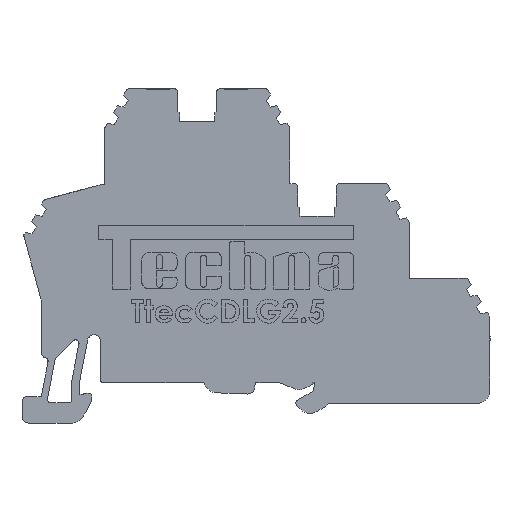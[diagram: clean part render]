
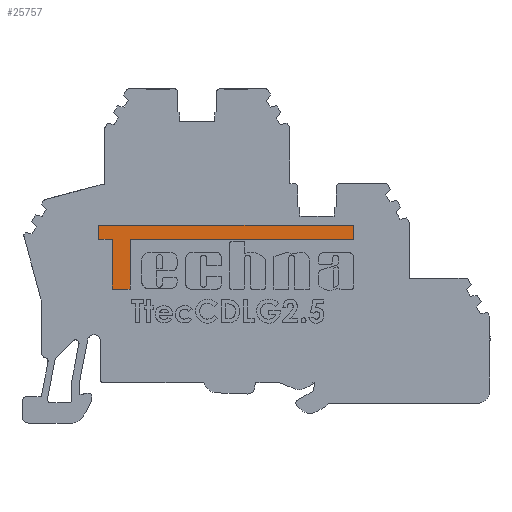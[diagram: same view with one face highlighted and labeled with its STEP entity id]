
A CAD part, front view. The second image highlights one B-rep face of the part: STEP entity #25757.
In plain terms, the highlighted planar face has unit normal (0, -1, 0).
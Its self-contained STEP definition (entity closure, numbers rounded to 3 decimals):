
#76 = VECTOR ( 'NONE', #16376, 1000. ) ;
#2904 = ORIENTED_EDGE ( 'NONE', *, *, #6254, .T. ) ;
#3155 = VECTOR ( 'NONE', #26911, 1000. ) ;
#4093 = ORIENTED_EDGE ( 'NONE', *, *, #32709, .T. ) ;
#4105 = CARTESIAN_POINT ( 'NONE',  ( 6.08, 0.1, 22.179 ) ) ;
#4926 = CARTESIAN_POINT ( 'NONE',  ( 6.08, 0.1, 22.179 ) ) ;
#5217 = LINE ( 'NONE', #38539, #31265 ) ;
#5676 = DIRECTION ( 'NONE',  ( 1., 0., 0. ) ) ;
#6254 = EDGE_CURVE ( 'NONE', #16225, #36499, #5217, .T. ) ;
#7309 = DIRECTION ( 'NONE',  ( -1., 0., 0. ) ) ;
#7612 = CARTESIAN_POINT ( 'NONE',  ( -30.82, 0.1, 22.179 ) ) ;
#7671 = ORIENTED_EDGE ( 'NONE', *, *, #7797, .T. ) ;
#7797 = EDGE_CURVE ( 'NONE', #29332, #27277, #34523, .T. ) ;
#8143 = ORIENTED_EDGE ( 'NONE', *, *, #27244, .T. ) ;
#8476 = VERTEX_POINT ( 'NONE', #39624 ) ;
#8740 = CARTESIAN_POINT ( 'NONE',  ( -30.82, 0.1, 22.179 ) ) ;
#10279 = VERTEX_POINT ( 'NONE', #4105 ) ;
#10693 = LINE ( 'NONE', #31900, #13401 ) ;
#11534 = CARTESIAN_POINT ( 'NONE',  ( -28.12, 0.1, 14.542 ) ) ;
#11607 = VECTOR ( 'NONE', #29551, 1000. ) ;
#13401 = VECTOR ( 'NONE', #7309, 1000. ) ;
#13408 = FACE_OUTER_BOUND ( 'NONE', #27162, .T. ) ;
#15157 = LINE ( 'NONE', #11534, #3155 ) ;
#15367 = CARTESIAN_POINT ( 'NONE',  ( -28.12, 0.1, 14.542 ) ) ;
#15454 = AXIS2_PLACEMENT_3D ( 'NONE', #37842, #19440, #16015 ) ;
#15624 = VECTOR ( 'NONE', #34323, 1000. ) ;
#16015 = DIRECTION ( 'NONE',  ( 0., 0., 1. ) ) ;
#16225 = VERTEX_POINT ( 'NONE', #31195 ) ;
#16376 = DIRECTION ( 'NONE',  ( 0., 0., 1. ) ) ;
#18006 = EDGE_CURVE ( 'NONE', #27277, #30553, #15157, .T. ) ;
#19093 = CARTESIAN_POINT ( 'NONE',  ( -28.12, 0.1, 22.179 ) ) ;
#19440 = DIRECTION ( 'NONE',  ( 0., 1., 0. ) ) ;
#20439 = LINE ( 'NONE', #4926, #11607 ) ;
#21715 = ORIENTED_EDGE ( 'NONE', *, *, #26929, .T. ) ;
#21865 = ORIENTED_EDGE ( 'NONE', *, *, #18006, .T. ) ;
#22383 = CARTESIAN_POINT ( 'NONE',  ( -30.82, 0.1, 14.542 ) ) ;
#24626 = VECTOR ( 'NONE', #5676, 1000. ) ;
#25303 = EDGE_CURVE ( 'NONE', #30553, #29164, #29003, .T. ) ;
#25375 = CARTESIAN_POINT ( 'NONE',  ( -28.12, 0.1, 22.179 ) ) ;
#25757 = ADVANCED_FACE ( 'NONE', ( #13408 ), #34185, .F. ) ;
#25838 = EDGE_CURVE ( 'NONE', #29164, #10279, #20439, .T. ) ;
#26911 = DIRECTION ( 'NONE',  ( 1., 0., 0. ) ) ;
#26929 = EDGE_CURVE ( 'NONE', #10279, #8476, #34146, .T. ) ;
#27162 = EDGE_LOOP ( 'NONE', ( #2904, #8143, #7671, #21865, #38957, #28314, #21715, #4093 ) ) ;
#27244 = EDGE_CURVE ( 'NONE', #36499, #29332, #36365, .T. ) ;
#27277 = VERTEX_POINT ( 'NONE', #22383 ) ;
#28314 = ORIENTED_EDGE ( 'NONE', *, *, #25838, .T. ) ;
#28383 = DIRECTION ( 'NONE',  ( 0., 0., 1. ) ) ;
#29003 = LINE ( 'NONE', #19093, #34773 ) ;
#29164 = VERTEX_POINT ( 'NONE', #25375 ) ;
#29332 = VERTEX_POINT ( 'NONE', #7612 ) ;
#29551 = DIRECTION ( 'NONE',  ( 1., 0., 0. ) ) ;
#30553 = VERTEX_POINT ( 'NONE', #15367 ) ;
#31195 = CARTESIAN_POINT ( 'NONE',  ( -32.937, 0.1, 24.353 ) ) ;
#31265 = VECTOR ( 'NONE', #38940, 1000. ) ;
#31523 = CARTESIAN_POINT ( 'NONE',  ( 6.08, 0.1, 24.353 ) ) ;
#31900 = CARTESIAN_POINT ( 'NONE',  ( -32.937, 0.1, 24.353 ) ) ;
#32709 = EDGE_CURVE ( 'NONE', #8476, #16225, #10693, .T. ) ;
#33736 = CARTESIAN_POINT ( 'NONE',  ( -30.82, 0.1, 14.542 ) ) ;
#34146 = LINE ( 'NONE', #31523, #76 ) ;
#34185 = PLANE ( 'NONE',  #15454 ) ;
#34323 = DIRECTION ( 'NONE',  ( 0., 0., -1. ) ) ;
#34523 = LINE ( 'NONE', #33736, #15624 ) ;
#34773 = VECTOR ( 'NONE', #28383, 1000. ) ;
#36034 = CARTESIAN_POINT ( 'NONE',  ( -32.937, 0.1, 22.179 ) ) ;
#36365 = LINE ( 'NONE', #8740, #24626 ) ;
#36499 = VERTEX_POINT ( 'NONE', #36034 ) ;
#37842 = CARTESIAN_POINT ( 'NONE',  ( 0., 0.1, 0. ) ) ;
#38539 = CARTESIAN_POINT ( 'NONE',  ( -32.937, 0.1, 22.179 ) ) ;
#38940 = DIRECTION ( 'NONE',  ( 0., 0., -1. ) ) ;
#38957 = ORIENTED_EDGE ( 'NONE', *, *, #25303, .T. ) ;
#39624 = CARTESIAN_POINT ( 'NONE',  ( 6.08, 0.1, 24.353 ) ) ;
